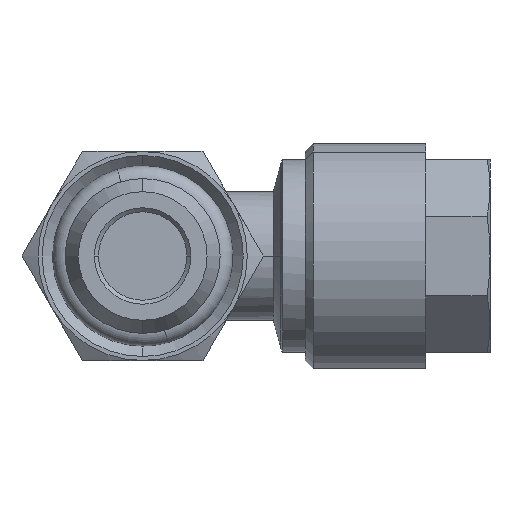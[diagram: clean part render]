
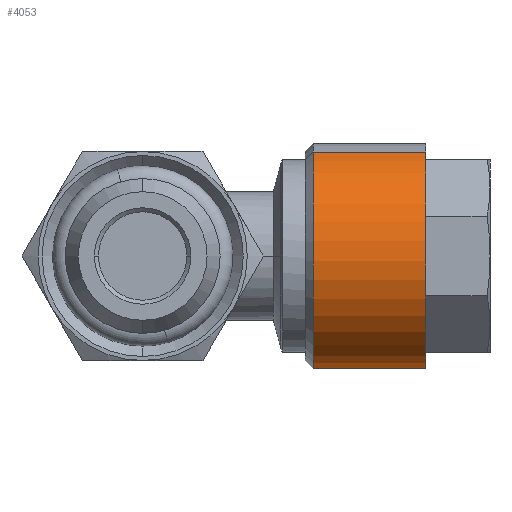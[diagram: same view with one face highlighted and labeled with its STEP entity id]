
A CAD part, front view. The second image highlights one B-rep face of the part: STEP entity #4053.
In plain terms, the highlighted cylindrical face has radius 7 mm (diameter 14 mm), a partial arc.
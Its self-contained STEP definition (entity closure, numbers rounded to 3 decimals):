
#70 = VERTEX_POINT ( 'NONE', #4897 ) ;
#77 = VERTEX_POINT ( 'NONE', #4890 ) ;
#87 = VERTEX_POINT ( 'NONE', #4879 ) ;
#88 = VERTEX_POINT ( 'NONE', #4878 ) ;
#192 = DIRECTION ( 'NONE',  ( -1., 0., 0. ) ) ;
#195 = DIRECTION ( 'NONE',  ( -1., 0., 0. ) ) ;
#196 = CARTESIAN_POINT ( 'NONE',  ( 10.1, 17.321, 6.467 ) ) ;
#197 = CARTESIAN_POINT ( 'NONE',  ( 17.6, 20., 0. ) ) ;
#198 = DIRECTION ( 'NONE',  ( -1., 0., 0. ) ) ;
#199 = DIRECTION ( 'NONE',  ( 0., -0.383, 0.924 ) ) ;
#200 = CARTESIAN_POINT ( 'NONE',  ( 10.1, 22.679, -6.467 ) ) ;
#201 = CARTESIAN_POINT ( 'NONE',  ( 10.6, 20., 0. ) ) ;
#202 = DIRECTION ( 'NONE',  ( -1., 0., 0. ) ) ;
#203 = DIRECTION ( 'NONE',  ( 0., 0.383, -0.924 ) ) ;
#1021 = FACE_OUTER_BOUND ( 'NONE', #3877, .T. ) ;
#1029 = CYLINDRICAL_SURFACE ( 'NONE', #2277, 7. ) ;
#1257 = ORIENTED_EDGE ( 'NONE', *, *, #3337, .T. ) ;
#1258 = ORIENTED_EDGE ( 'NONE', *, *, #3338, .T. ) ;
#1259 = ORIENTED_EDGE ( 'NONE', *, *, #3339, .F. ) ;
#1260 = ORIENTED_EDGE ( 'NONE', *, *, #3340, .F. ) ;
#2199 = AXIS2_PLACEMENT_3D ( 'NONE', #197, #198, #199 ) ;
#2200 = AXIS2_PLACEMENT_3D ( 'NONE', #201, #202, #203 ) ;
#2277 = AXIS2_PLACEMENT_3D ( 'NONE', #3587, #3588, #3596 ) ;
#2364 = LINE ( 'NONE', #196, #2369 ) ;
#2365 = LINE ( 'NONE', #200, #2372 ) ;
#2367 = CIRCLE ( 'NONE', #2199, 7. ) ;
#2368 = CIRCLE ( 'NONE', #2200, 7. ) ;
#2369 = VECTOR ( 'NONE', #192, 1000. ) ;
#2372 = VECTOR ( 'NONE', #195, 1000. ) ;
#3337 = EDGE_CURVE ( 'NONE', #77, #70, #2367, .T. ) ;
#3338 = EDGE_CURVE ( 'NONE', #70, #88, #2364, .T. ) ;
#3339 = EDGE_CURVE ( 'NONE', #87, #88, #2368, .T. ) ;
#3340 = EDGE_CURVE ( 'NONE', #77, #87, #2365, .T. ) ;
#3587 = CARTESIAN_POINT ( 'NONE',  ( 10.1, 20., 0. ) ) ;
#3588 = DIRECTION ( 'NONE',  ( -1., 0., 0. ) ) ;
#3596 = DIRECTION ( 'NONE',  ( 0., 0.383, -0.924 ) ) ;
#3877 = EDGE_LOOP ( 'NONE', ( #1257, #1258, #1259, #1260 ) ) ;
#4053 = ADVANCED_FACE ( 'NONE', ( #1021 ), #1029, .T. ) ;
#4878 = CARTESIAN_POINT ( 'NONE',  ( 10.6, 17.321, 6.467 ) ) ;
#4879 = CARTESIAN_POINT ( 'NONE',  ( 10.6, 22.679, -6.467 ) ) ;
#4890 = CARTESIAN_POINT ( 'NONE',  ( 17.6, 22.679, -6.467 ) ) ;
#4897 = CARTESIAN_POINT ( 'NONE',  ( 17.6, 17.321, 6.467 ) ) ;
